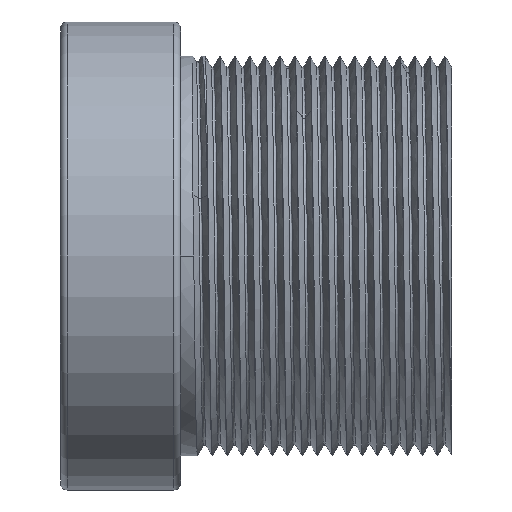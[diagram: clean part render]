
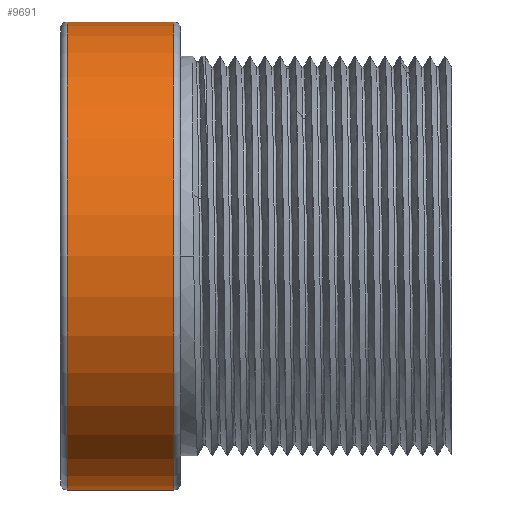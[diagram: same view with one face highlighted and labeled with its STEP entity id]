
A CAD part, left-side view. The second image highlights one B-rep face of the part: STEP entity #9691.
In plain terms, the highlighted cylindrical face has radius 7.02 mm (diameter 14.04 mm), a partial arc.
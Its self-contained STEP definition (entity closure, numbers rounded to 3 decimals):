
#3798=CARTESIAN_POINT('',(0.,11.53,0.));
#3799=DIRECTION('',(0.,1.,0.));
#3800=DIRECTION('',(0.,0.,-1.));
#3801=AXIS2_PLACEMENT_3D('',#3798,#3799,#3800);
#3803=DIRECTION('',(0.,1.,0.));
#3804=VECTOR('',#3803,3.2);
#3805=CARTESIAN_POINT('',(0.,8.33,7.02));
#3806=LINE('',#3805,#3804);
#3807=CARTESIAN_POINT('',(0.,8.33,0.));
#3808=DIRECTION('',(0.,1.,0.));
#3809=DIRECTION('',(0.,0.,-1.));
#3810=AXIS2_PLACEMENT_3D('',#3807,#3808,#3809);
#3812=DIRECTION('',(0.,1.,0.));
#3813=VECTOR('',#3812,3.2);
#3814=CARTESIAN_POINT('',(0.,8.33,-7.02));
#3815=LINE('',#3814,#3813);
#4100=CARTESIAN_POINT('',(0.,11.53,-7.02));
#4101=CARTESIAN_POINT('',(0.,11.53,7.02));
#4102=VERTEX_POINT('',#4100);
#4103=VERTEX_POINT('',#4101);
#4104=CARTESIAN_POINT('',(0.,8.33,-7.02));
#4105=CARTESIAN_POINT('',(0.,8.33,7.02));
#4106=VERTEX_POINT('',#4104);
#4107=VERTEX_POINT('',#4105);
#9677=CARTESIAN_POINT('',(0.,11.943,0.));
#9678=DIRECTION('',(0.,-1.,0.));
#9679=DIRECTION('',(0.,0.,1.));
#9680=AXIS2_PLACEMENT_3D('',#9677,#9678,#9679);
#9681=CYLINDRICAL_SURFACE('',#9680,7.02);
#9683=ORIENTED_EDGE('',*,*,#9682,.T.);
#9685=ORIENTED_EDGE('',*,*,#9684,.F.);
#9686=ORIENTED_EDGE('',*,*,#9660,.F.);
#9688=ORIENTED_EDGE('',*,*,#9687,.T.);
#9689=EDGE_LOOP('',(#9683,#9685,#9686,#9688));
#9690=FACE_OUTER_BOUND('',#9689,.F.);
#3802=CIRCLE('',#3801,7.02);
#3811=CIRCLE('',#3810,7.02);
#9660=EDGE_CURVE('',#4106,#4107,#3811,.T.);
#9682=EDGE_CURVE('',#4102,#4103,#3802,.T.);
#9684=EDGE_CURVE('',#4107,#4103,#3806,.T.);
#9687=EDGE_CURVE('',#4106,#4102,#3815,.T.);
#9691=ADVANCED_FACE('',(#9690),#9681,.T.);
